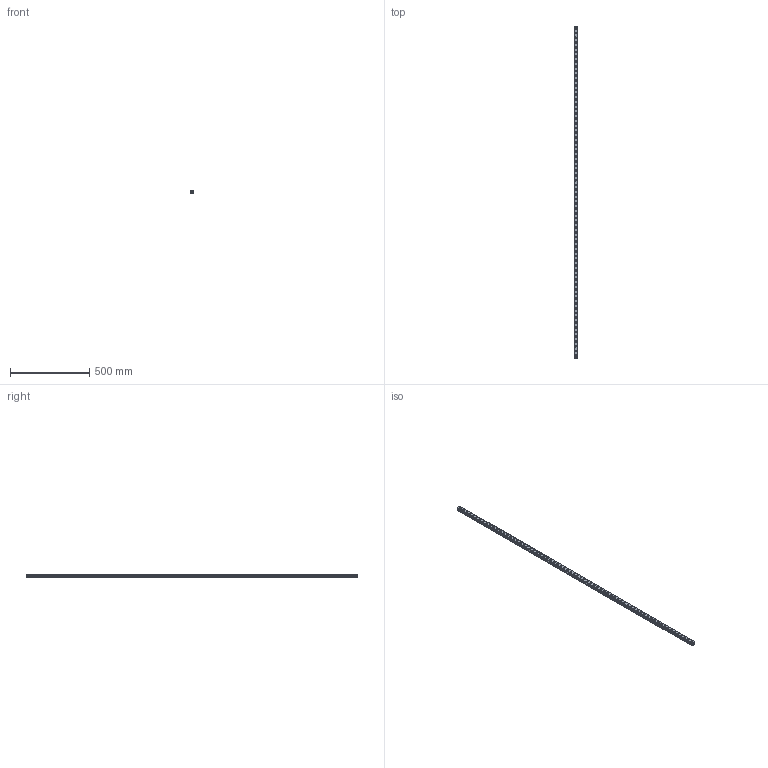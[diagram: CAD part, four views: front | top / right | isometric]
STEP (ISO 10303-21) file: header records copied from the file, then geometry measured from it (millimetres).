
FILE_DESCRIPTION(('STEP AP214'),'1');
FILE_NAME('cctmp_0663AED2-B996-4F70-9533-DD51735A456B_2021_03_10_17_49_30_0069..stp','2021-03-10T16:49:30',('HIWIN GmbH'),('CADClick - www.CADClick.com'),'Spatial InterOp 3D',' ','unknown authorization');
FILE_SCHEMA(('AUTOMOTIVE_DESIGN'));
Length unit declared in the file: millimetre
Products named in the file (1): RGR25R2100H_FILE
Bounding box: 23 x 2100 x 23.6 mm (x, y, z)
Volume: 842138.1 mm3; surface area: 260859.5 mm2
Topology: 1 solids, 1 shells, 747 faces, 1593 edges, 1062 vertices
Faces by surface type: cylinder 438, plane 309
Entity records: 26563 total; most frequent: DIRECTION 3965, CARTESIAN_POINT 3403, ORIENTED_EDGE 3186, AXIS2_PLACEMENT_3D 1624, EDGE_CURVE 1593, VERTEX_POINT 1062, EDGE_LOOP 961, CIRCLE 876
